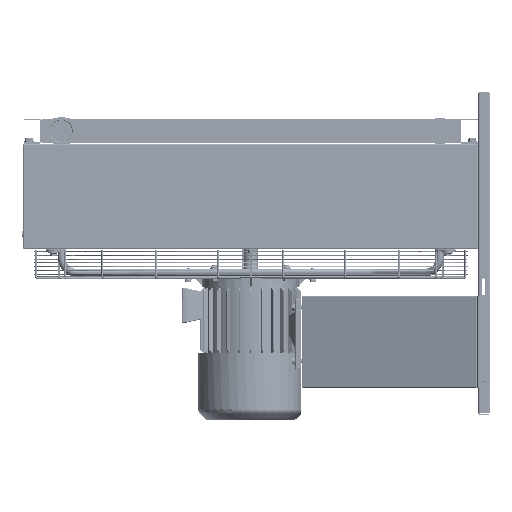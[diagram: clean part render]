
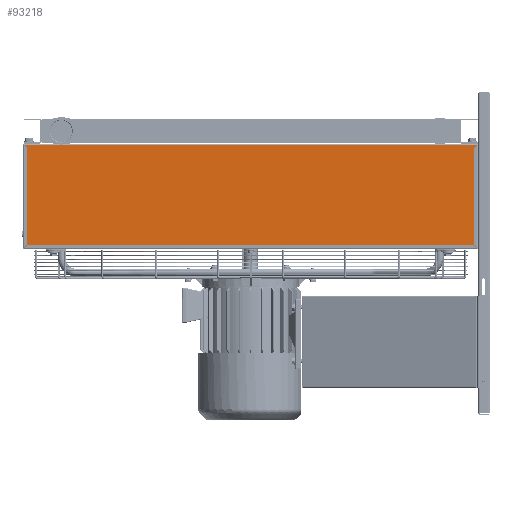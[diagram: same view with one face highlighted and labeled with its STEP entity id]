
A CAD part, left-side view. The second image highlights one B-rep face of the part: STEP entity #93218.
In plain terms, the highlighted planar face has unit normal (-1, 0, 0).
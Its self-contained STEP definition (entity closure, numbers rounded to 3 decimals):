
#93091=CARTESIAN_POINT('',(-590.5,-588.5,268.75));
#93092=VERTEX_POINT('',#93091);
#93117=CARTESIAN_POINT('',(-590.5,0.,136.25));
#93118=DIRECTION('',(1.0,0.0,0.0));
#93119=DIRECTION('',(0.0,0.0,1.0));
#93120=AXIS2_PLACEMENT_3D('',#93117,#93118,#93119);
#93121=PLANE('',#93120);
#93122=CARTESIAN_POINT('',(-590.5,580.5,260.75));
#93123=VERTEX_POINT('',#93122);
#93124=CARTESIAN_POINT('',(-590.5,588.5,268.75));
#93125=VERTEX_POINT('',#93124);
#93126=CARTESIAN_POINT('',(-590.5,580.5,260.75));
#93127=DIRECTION('',(0.0,0.707,0.707));
#93128=VECTOR('',#93127,11.314);
#93129=LINE('',#93126,#93128);
#93130=EDGE_CURVE('',#93123,#93125,#93129,.T.);
#93131=ORIENTED_EDGE('',*,*,#93130,.F.);
#93132=CARTESIAN_POINT('',(-590.5,580.5,11.164));
#93133=VERTEX_POINT('',#93132);
#93134=CARTESIAN_POINT('',(-590.5,580.5,11.164));
#93135=DIRECTION('',(0.0,0.0,1.0));
#93136=VECTOR('',#93135,249.586);
#93137=LINE('',#93134,#93136);
#93138=EDGE_CURVE('',#93133,#93123,#93137,.T.);
#93139=ORIENTED_EDGE('',*,*,#93138,.F.);
#93140=CARTESIAN_POINT('',(-590.5,587.914,3.75));
#93141=VERTEX_POINT('',#93140);
#93142=CARTESIAN_POINT('',(-590.5,580.5,11.164));
#93143=DIRECTION('',(0.,0.707,-0.707));
#93144=VECTOR('',#93143,10.485);
#93145=LINE('',#93142,#93144);
#93146=EDGE_CURVE('',#93133,#93141,#93145,.T.);
#93147=ORIENTED_EDGE('',*,*,#93146,.T.);
#93148=CARTESIAN_POINT('',(-590.5,585.086,3.75));
#93149=VERTEX_POINT('',#93148);
#93150=CARTESIAN_POINT('',(-590.5,587.914,3.75));
#93151=DIRECTION('',(0.0,-1.0,0.0));
#93152=VECTOR('',#93151,2.828);
#93153=LINE('',#93150,#93152);
#93154=EDGE_CURVE('',#93141,#93149,#93153,.T.);
#93155=ORIENTED_EDGE('',*,*,#93154,.T.);
#93156=CARTESIAN_POINT('',(-590.5,579.086,9.75));
#93157=VERTEX_POINT('',#93156);
#93158=CARTESIAN_POINT('',(-590.5,585.086,3.75));
#93159=DIRECTION('',(0.,-0.707,0.707));
#93160=VECTOR('',#93159,8.485);
#93161=LINE('',#93158,#93160);
#93162=EDGE_CURVE('',#93149,#93157,#93161,.T.);
#93163=ORIENTED_EDGE('',*,*,#93162,.T.);
#93164=CARTESIAN_POINT('',(-590.5,-579.086,9.75));
#93165=VERTEX_POINT('',#93164);
#93166=CARTESIAN_POINT('',(-590.5,-579.086,9.75));
#93167=DIRECTION('',(0.0,1.0,0.0));
#93168=VECTOR('',#93167,1158.172);
#93169=LINE('',#93166,#93168);
#93170=EDGE_CURVE('',#93165,#93157,#93169,.T.);
#93171=ORIENTED_EDGE('',*,*,#93170,.F.);
#93172=CARTESIAN_POINT('',(-590.5,-585.086,3.75));
#93173=VERTEX_POINT('',#93172);
#93174=CARTESIAN_POINT('',(-590.5,-579.086,9.75));
#93175=DIRECTION('',(0.,-0.707,-0.707));
#93176=VECTOR('',#93175,8.485);
#93177=LINE('',#93174,#93176);
#93178=EDGE_CURVE('',#93165,#93173,#93177,.T.);
#93179=ORIENTED_EDGE('',*,*,#93178,.T.);
#93180=CARTESIAN_POINT('',(-590.5,-587.914,3.75));
#93181=VERTEX_POINT('',#93180);
#93182=CARTESIAN_POINT('',(-590.5,-585.086,3.75));
#93183=DIRECTION('',(0.0,-1.0,0.0));
#93184=VECTOR('',#93183,2.828);
#93185=LINE('',#93182,#93184);
#93186=EDGE_CURVE('',#93173,#93181,#93185,.T.);
#93187=ORIENTED_EDGE('',*,*,#93186,.T.);
#93188=CARTESIAN_POINT('',(-590.5,-580.5,11.164));
#93189=VERTEX_POINT('',#93188);
#93190=CARTESIAN_POINT('',(-590.5,-587.914,3.75));
#93191=DIRECTION('',(0.,0.707,0.707));
#93192=VECTOR('',#93191,10.485);
#93193=LINE('',#93190,#93192);
#93194=EDGE_CURVE('',#93181,#93189,#93193,.T.);
#93195=ORIENTED_EDGE('',*,*,#93194,.T.);
#93196=CARTESIAN_POINT('',(-590.5,-580.5,260.75));
#93197=VERTEX_POINT('',#93196);
#93198=CARTESIAN_POINT('',(-590.5,-580.5,260.75));
#93199=DIRECTION('',(0.0,0.0,-1.0));
#93200=VECTOR('',#93199,249.586);
#93201=LINE('',#93198,#93200);
#93202=EDGE_CURVE('',#93197,#93189,#93201,.T.);
#93203=ORIENTED_EDGE('',*,*,#93202,.F.);
#93204=CARTESIAN_POINT('',(-590.5,-588.5,268.75));
#93205=DIRECTION('',(0.0,0.707,-0.707));
#93206=VECTOR('',#93205,11.314);
#93207=LINE('',#93204,#93206);
#93208=EDGE_CURVE('',#93092,#93197,#93207,.T.);
#93209=ORIENTED_EDGE('',*,*,#93208,.F.);
#93210=CARTESIAN_POINT('',(-590.5,-588.5,268.75));
#93211=DIRECTION('',(0.0,1.0,0.0));
#93212=VECTOR('',#93211,1177.0);
#93213=LINE('',#93210,#93212);
#93214=EDGE_CURVE('',#93092,#93125,#93213,.T.);
#93215=ORIENTED_EDGE('',*,*,#93214,.T.);
#93216=EDGE_LOOP('',(#93131,#93139,#93147,#93155,#93163,#93171,#93179,#93187,#93195,#93203,#93209,#93215));
#93217=FACE_OUTER_BOUND('',#93216,.T.);
#93218=ADVANCED_FACE('',(#93217),#93121,.F.);
